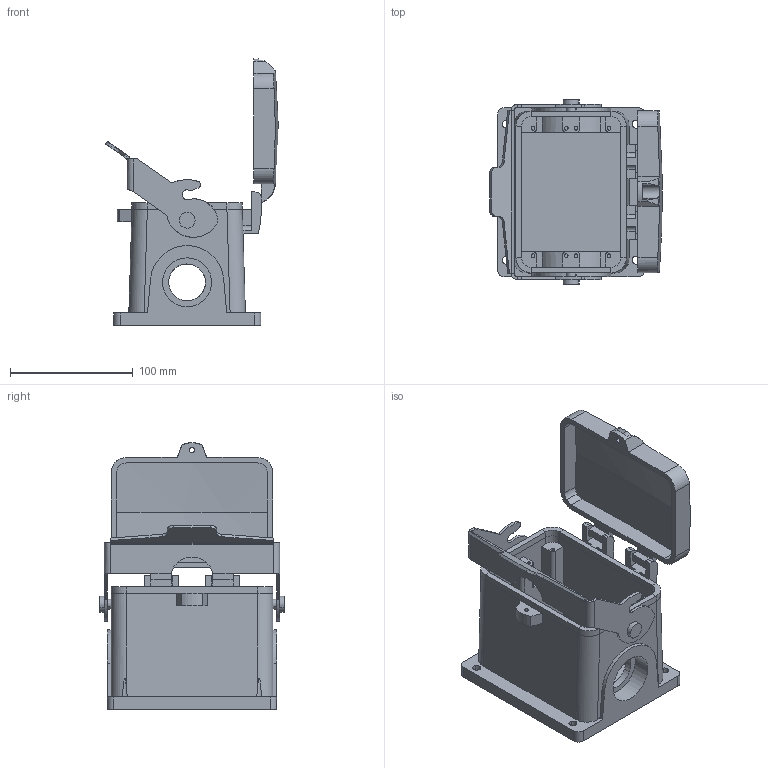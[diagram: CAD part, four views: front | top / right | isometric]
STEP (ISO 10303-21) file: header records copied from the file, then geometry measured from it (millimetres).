
FILE_DESCRIPTION(('CATIA V5 STEP Exchange','CAx-IF Rec.Pracs.--- Model Styling and Organization---1.4--- 2014-01-23'),'2;1');
FILE_NAME ('029411-2_1', '2019-07-25T14:50:03+00:00', ('none'), ('Weidmueller'), 'CATIA Version 5-6 Release 2016 SP3 HF44', 'CATIA V5 STEP AP214', 'none');
FILE_SCHEMA(('AUTOMOTIVE_DESIGN { 1 0 10303 214 1 1 1 1 }'));
Length unit declared in the file: millimetre
Products named in the file (1): 1983500000
Bounding box: 140.97 x 150.5 x 217.5 mm (x, y, z)
Volume: 544371.8 mm3; surface area: 185850.8 mm2
Topology: 2 solids, 4 shells, 334 faces, 888 edges, 578 vertices
Faces by surface type: plane 170, cylinder 149, torus 6, bspline 5, revolution 4
Entity records: 10856 total; most frequent: CARTESIAN_POINT 3009, ORIENTED_EDGE 1776, DIRECTION 1274, EDGE_CURVE 888, VERTEX_POINT 578, VECTOR 510, LINE 510, AXIS2_PLACEMENT_3D 506
